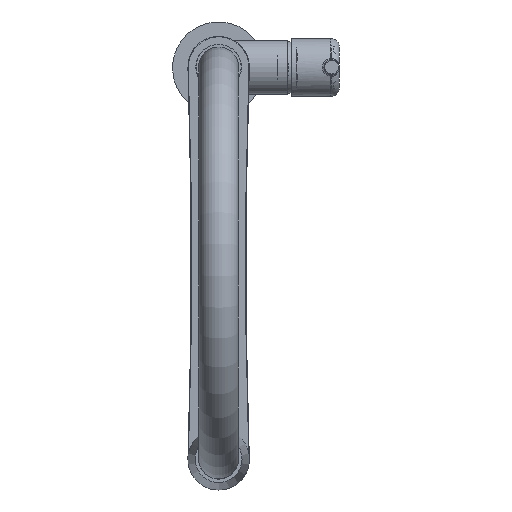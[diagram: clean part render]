
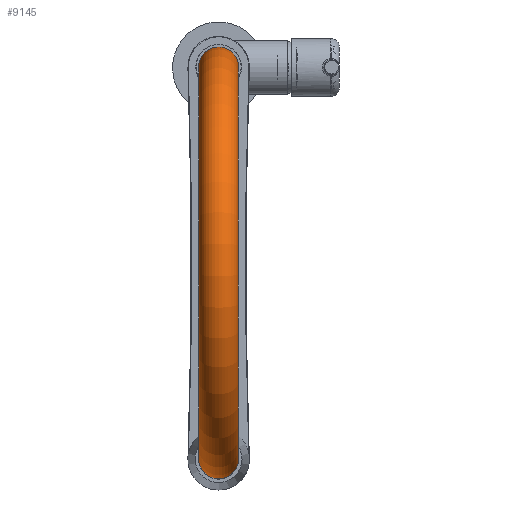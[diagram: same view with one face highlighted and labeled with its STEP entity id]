
A CAD part, top view. The second image highlights one B-rep face of the part: STEP entity #9145.
In plain terms, the highlighted toroidal (fillet/blend) face has major radius 115 mm and minor radius 11.5 mm.
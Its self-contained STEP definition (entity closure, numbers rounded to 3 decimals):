
#1224 = EDGE_LOOP ( 'NONE', ( #9191 ) ) ;
#2066 = CARTESIAN_POINT ( 'NONE',  ( -11.5, -230., 423.67 ) ) ;
#2665 = DIRECTION ( 'NONE',  ( 1., 0., 0. ) ) ;
#3235 = AXIS2_PLACEMENT_3D ( 'NONE', #11621, #9742, #3887 ) ;
#3732 = DIRECTION ( 'NONE',  ( 0., 1., 0. ) ) ;
#3742 = ORIENTED_EDGE ( 'NONE', *, *, #9467, .F. ) ;
#3827 = CARTESIAN_POINT ( 'NONE',  ( -11.5, 0., 423.67 ) ) ;
#3887 = DIRECTION ( 'NONE',  ( -1., 0., 0. ) ) ;
#4772 = AXIS2_PLACEMENT_3D ( 'NONE', #11618, #5814, #5856 ) ;
#4835 = VERTEX_POINT ( 'NONE', #2066 ) ;
#4982 = VERTEX_POINT ( 'NONE', #3827 ) ;
#5473 = AXIS2_PLACEMENT_3D ( 'NONE', #8505, #2665, #3732 ) ;
#5500 = FACE_OUTER_BOUND ( 'NONE', #10019, .T. ) ;
#5814 = DIRECTION ( 'NONE',  ( 0., 0., -1. ) ) ;
#5856 = DIRECTION ( 'NONE',  ( -1., 0., 0. ) ) ;
#6066 = EDGE_CURVE ( 'NONE', #4982, #4982, #9222, .T. ) ;
#7892 = TOROIDAL_SURFACE ( 'NONE', #5473, 115., 11.5 ) ;
#8505 = CARTESIAN_POINT ( 'NONE',  ( 0., -115., 423.67 ) ) ;
#9103 = CIRCLE ( 'NONE', #4772, 11.5 ) ;
#9145 = ADVANCED_FACE ( 'NONE', ( #5500, #10921 ), #7892, .T. ) ;
#9191 = ORIENTED_EDGE ( 'NONE', *, *, #6066, .T. ) ;
#9222 = CIRCLE ( 'NONE', #3235, 11.5 ) ;
#9467 = EDGE_CURVE ( 'NONE', #4835, #4835, #9103, .T. ) ;
#9742 = DIRECTION ( 'NONE',  ( 0., 0., 1. ) ) ;
#10019 = EDGE_LOOP ( 'NONE', ( #3742 ) ) ;
#10921 = FACE_OUTER_BOUND ( 'NONE', #1224, .T. ) ;
#11618 = CARTESIAN_POINT ( 'NONE',  ( 0., -230., 423.67 ) ) ;
#11621 = CARTESIAN_POINT ( 'NONE',  ( 0., 0., 423.67 ) ) ;
